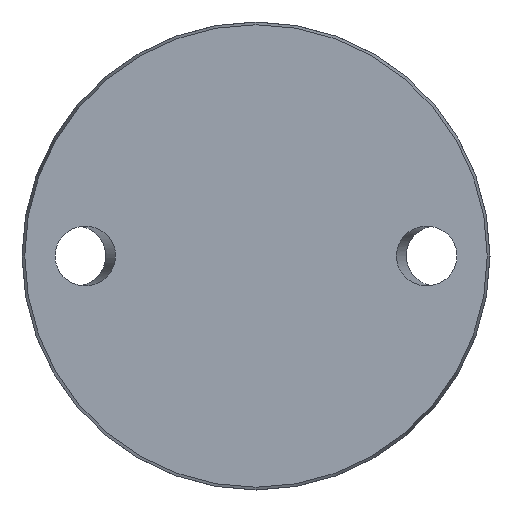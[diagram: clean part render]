
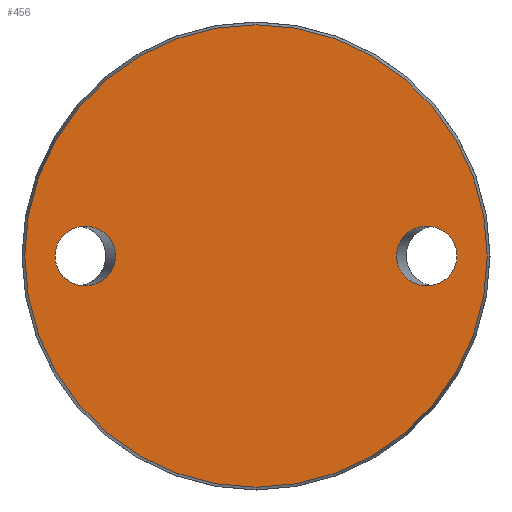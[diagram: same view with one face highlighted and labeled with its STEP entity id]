
A CAD part, front view. The second image highlights one B-rep face of the part: STEP entity #456.
In plain terms, the highlighted planar face has unit normal (0, -1, 0).
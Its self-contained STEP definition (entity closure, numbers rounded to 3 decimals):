
#42 = EDGE_LOOP ( 'NONE', ( #114 ) ) ;
#45 = CARTESIAN_POINT ( 'NONE',  ( -29.413, 0., 12.5 ) ) ;
#50 = CARTESIAN_POINT ( 'NONE',  ( 29.413, 0., 0. ) ) ;
#54 = DIRECTION ( 'NONE',  ( 0., 0., 1. ) ) ;
#60 = VERTEX_POINT ( 'NONE', #50 ) ;
#108 = CARTESIAN_POINT ( 'NONE',  ( 0., 0., 0. ) ) ;
#114 = ORIENTED_EDGE ( 'NONE', *, *, #554, .T. ) ;
#119 = FACE_BOUND ( 'NONE', #42, .T. ) ;
#132 = CARTESIAN_POINT ( 'NONE',  ( -42.087, 0., 0. ) ) ;
#148 = CARTESIAN_POINT ( 'NONE',  ( 29.413, 0., -12.5 ) ) ;
#206 = CARTESIAN_POINT ( 'NONE',  ( -42.087, 0., -12.5 ) ) ;
#210 = CARTESIAN_POINT ( 'NONE',  ( -29.413, 0., -12.5 ) ) ;
#212 = CARTESIAN_POINT ( 'NONE',  ( -42.087, 0., 0. ) ) ;
#294 = FACE_BOUND ( 'NONE', #997, .T. ) ;
#332 = DIRECTION ( 'NONE',  ( 0., 0., -1. ) ) ;
#343 = EDGE_CURVE ( 'NONE', #624, #624, #561, .T. ) ;
#345 = DIRECTION ( 'NONE',  ( 0., -1., 0. ) ) ;
#434 = PLANE ( 'NONE',  #642 ) ;
#456 = ADVANCED_FACE ( 'NONE', ( #119, #294, #690 ), #434, .F. ) ;
#467 = CARTESIAN_POINT ( 'NONE',  ( 42.087, 0., 0. ) ) ;
#516 = CARTESIAN_POINT ( 'NONE',  ( -42.087, 0., 12.5 ) ) ;
#538 = VERTEX_POINT ( 'NONE', #132 ) ;
#554 = EDGE_CURVE ( 'NONE', #538, #538, #677, .T. ) ;
#561 = CIRCLE ( 'NONE', #686, 48.425 ) ;
#615 = CARTESIAN_POINT ( 'NONE',  ( 29.413, 0., 0. ) ) ;
#616 = DIRECTION ( 'NONE',  ( 0., 1., 0. ) ) ;
#624 = VERTEX_POINT ( 'NONE', #935 ) ;
#642 = AXIS2_PLACEMENT_3D ( 'NONE', #671, #616, #54 ) ;
#671 = CARTESIAN_POINT ( 'NONE',  ( -48.425, 0., 0. ) ) ;
#673 = CARTESIAN_POINT ( 'NONE',  ( -29.413, 0., 0. ) ) ;
#675 = EDGE_LOOP ( 'NONE', ( #902 ) ) ;
#677 =( BOUNDED_CURVE ( )  B_SPLINE_CURVE ( 3, ( #212, #516, #45, #673, #210, #206, #990 ),
 .UNSPECIFIED., .T., .F. ) 
 B_SPLINE_CURVE_WITH_KNOTS ( ( 4, 3, 4 ),
 ( 0., 3.142, 6.283 ),
 .UNSPECIFIED. ) 
 CURVE ( )  GEOMETRIC_REPRESENTATION_ITEM ( )  RATIONAL_B_SPLINE_CURVE ( ( 1., 0.333, 0.333, 1., 0.333, 0.333, 1. ) ) 
 REPRESENTATION_ITEM ( '' )  );
#686 = AXIS2_PLACEMENT_3D ( 'NONE', #108, #345, #332 ) ;
#688 = CARTESIAN_POINT ( 'NONE',  ( 29.413, 0., 12.5 ) ) ;
#690 = FACE_OUTER_BOUND ( 'NONE', #675, .T. ) ;
#712 = EDGE_CURVE ( 'NONE', #60, #60, #890, .T. ) ;
#777 = ORIENTED_EDGE ( 'NONE', *, *, #712, .F. ) ;
#782 = CARTESIAN_POINT ( 'NONE',  ( 42.087, 0., -12.5 ) ) ;
#826 = CARTESIAN_POINT ( 'NONE',  ( 29.413, 0., 0. ) ) ;
#861 = CARTESIAN_POINT ( 'NONE',  ( 42.087, 0., 12.5 ) ) ;
#890 =( BOUNDED_CURVE ( )  B_SPLINE_CURVE ( 3, ( #615, #148, #782, #467, #861, #688, #826 ),
 .UNSPECIFIED., .T., .F. ) 
 B_SPLINE_CURVE_WITH_KNOTS ( ( 4, 3, 4 ),
 ( 0., 3.142, 6.283 ),
 .UNSPECIFIED. ) 
 CURVE ( )  GEOMETRIC_REPRESENTATION_ITEM ( )  RATIONAL_B_SPLINE_CURVE ( ( 1., 0.333, 0.333, 1., 0.333, 0.333, 1. ) ) 
 REPRESENTATION_ITEM ( '' )  );
#902 = ORIENTED_EDGE ( 'NONE', *, *, #343, .T. ) ;
#935 = CARTESIAN_POINT ( 'NONE',  ( 0., 0., -48.425 ) ) ;
#990 = CARTESIAN_POINT ( 'NONE',  ( -42.087, 0., 0. ) ) ;
#997 = EDGE_LOOP ( 'NONE', ( #777 ) ) ;
